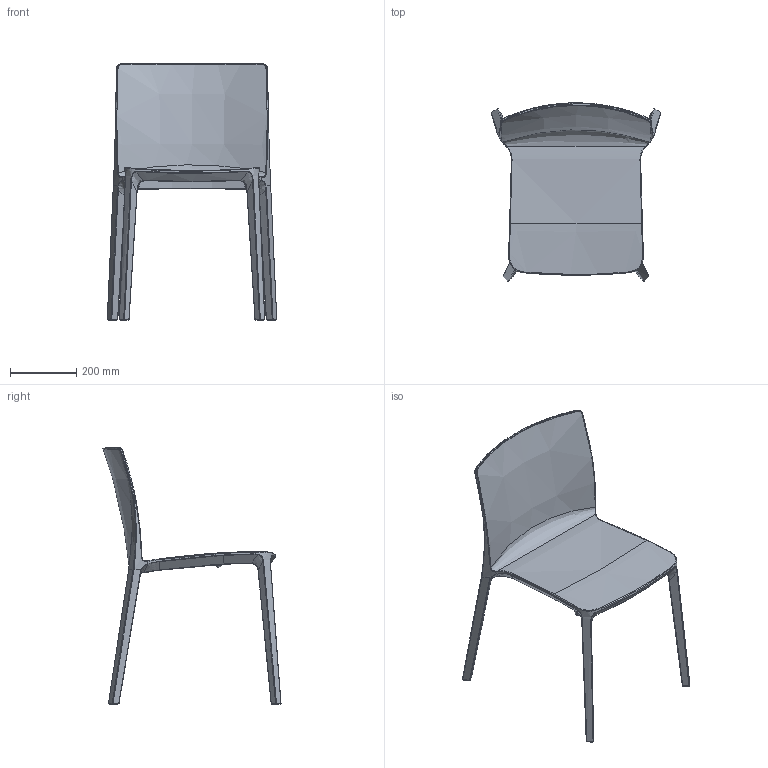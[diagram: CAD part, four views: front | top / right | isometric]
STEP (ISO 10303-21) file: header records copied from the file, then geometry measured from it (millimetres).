
FILE_DESCRIPTION(('STEP AP214'),'1');
FILE_NAME('sedia Thone math.stp','2021-01-15T10:50:45',(' '),(' '),'Spatial InterOp 3D',' ',' ');
FILE_SCHEMA(('AUTOMOTIVE_DESIGN { 1 0 10303 214 1 1 1 1 }'));
Length unit declared in the file: metre
Products named in the file (9): 1610377801; 1610377777; 1610377765; 1610377753; 1610370416; 1610100876; 1610100780; 1610100684; 1610100588
Bounding box: 511.98 x 537.51 x 773.66 mm (x, y, z)
Volume: 4625266.9 mm3; surface area: 944366.8 mm2
Topology: 9 solids, 9 shells, 507 faces, 1252 edges, 741 vertices
Faces by surface type: bspline 291, plane 92, cylinder 84, offset 20, sphere 8, cone 8, torus 4
Full cylindrical faces by diameter (mm): 6 x8, 8 x8, 14.224 x4
Entity records: 103605 total; most frequent: CARTESIAN_POINT 90401, ORIENTED_EDGE 2304, EDGE_CURVE 1152, DIRECTION 1032, B_SPLINE_CURVE_WITH_KNOTS 730, VERTEX_POINT 715, EDGE_LOOP 559, PRESENTATION_STYLE_ASSIGNMENT 532
